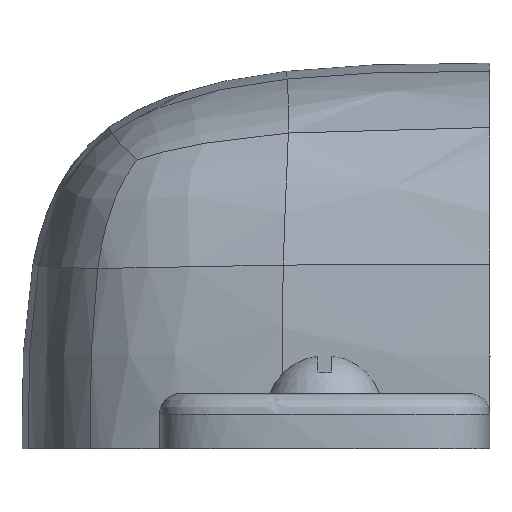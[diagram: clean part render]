
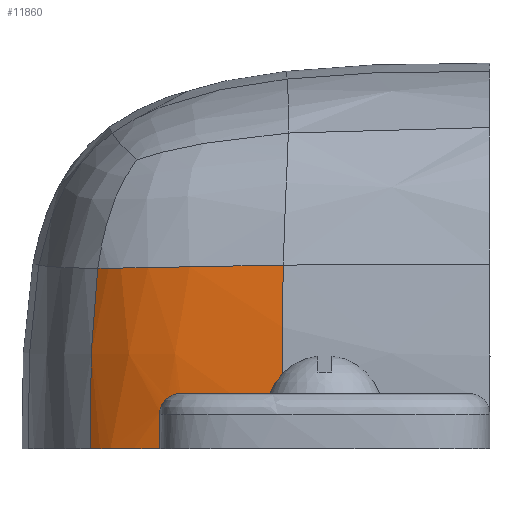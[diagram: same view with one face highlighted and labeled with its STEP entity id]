
A CAD part, left-side view. The second image highlights one B-rep face of the part: STEP entity #11860.
In plain terms, the highlighted free-form (B-spline) face has degree [3, 3] with [5, 5] control points.
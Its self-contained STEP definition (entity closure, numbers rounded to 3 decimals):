
#50=B_SPLINE_SURFACE_WITH_KNOTS('',3,3,((#21964,#21965,#21966,#21967,#21968),
(#21969,#21970,#21971,#21972,#21973),(#21974,#21975,#21976,#21977,#21978),
(#21979,#21980,#21981,#21982,#21983),(#21984,#21985,#21986,#21987,#21988)),
 .UNSPECIFIED.,.F.,.F.,.F.,(4,1,4),(4,1,4),(0.,1.,2.),(0.,1.,2.),
 .UNSPECIFIED.);
#118=B_SPLINE_CURVE_WITH_KNOTS('',3,(#18284,#18285,#18286,#18287),
 .UNSPECIFIED.,.F.,.F.,(4,4),(1.152,2.),.UNSPECIFIED.);
#188=B_SPLINE_CURVE_WITH_KNOTS('',3,(#21349,#21350,#21351,#21352,#21353,
#21354),.UNSPECIFIED.,.F.,.F.,(4,2,4),(-0.741,-0.37,
0.),.UNSPECIFIED.);
#195=B_SPLINE_CURVE_WITH_KNOTS('',3,(#21583,#21584,#21585,#21586),
 .UNSPECIFIED.,.F.,.F.,(4,4),(-1.,0.),.UNSPECIFIED.);
#202=B_SPLINE_CURVE_WITH_KNOTS('',3,(#21746,#21747,#21748,#21749),
 .UNSPECIFIED.,.F.,.F.,(4,4),(-2.,0.),.UNSPECIFIED.);
#209=B_SPLINE_CURVE_WITH_KNOTS('',3,(#21990,#21991,#21992,#21993,#21994,
#21995,#21996,#21997,#21998,#21999,#22000,#22001,#22002,#22003),
 .UNSPECIFIED.,.F.,.F.,(4,2,2,2,2,2,4),(0.,0.03,
0.062,0.12,0.18,0.21,
0.24),.UNSPECIFIED.);
#210=B_SPLINE_CURVE_WITH_KNOTS('',3,(#22004,#22005,#22006,#22007),
 .UNSPECIFIED.,.F.,.F.,(4,4),(0.,1.426),.UNSPECIFIED.);
#211=B_SPLINE_CURVE_WITH_KNOTS('',3,(#22008,#22009,#22010,#22011,#22012,
#22013),.UNSPECIFIED.,.F.,.F.,(4,2,4),(-0.25,-0.125,
0.),.UNSPECIFIED.);
#947=FACE_OUTER_BOUND('',#1596,.T.);
#1596=EDGE_LOOP('',(#10628,#10629,#10630,#10631,#10632,#10633,#10634));
#5574=VERTEX_POINT('',#18281);
#5575=VERTEX_POINT('',#18283);
#5651=VERTEX_POINT('',#21307);
#5652=VERTEX_POINT('',#21348);
#5657=VERTEX_POINT('',#21581);
#5658=VERTEX_POINT('',#21582);
#5663=VERTEX_POINT('',#21989);
#7175=EDGE_CURVE('',#5574,#5575,#118,.T.);
#7304=EDGE_CURVE('',#5652,#5651,#188,.T.);
#7313=EDGE_CURVE('',#5657,#5658,#195,.T.);
#7320=EDGE_CURVE('',#5658,#5575,#202,.T.);
#7327=EDGE_CURVE('',#5652,#5663,#209,.T.);
#7328=EDGE_CURVE('',#5657,#5651,#210,.T.);
#7329=EDGE_CURVE('',#5574,#5663,#211,.T.);
#10628=ORIENTED_EDGE('',*,*,#7327,.F.);
#10629=ORIENTED_EDGE('',*,*,#7304,.T.);
#10630=ORIENTED_EDGE('',*,*,#7328,.F.);
#10631=ORIENTED_EDGE('',*,*,#7313,.T.);
#10632=ORIENTED_EDGE('',*,*,#7320,.T.);
#10633=ORIENTED_EDGE('',*,*,#7175,.F.);
#10634=ORIENTED_EDGE('',*,*,#7329,.T.);
#11860=ADVANCED_FACE('',(#947),#50,.T.);
#18281=CARTESIAN_POINT('',(-34.567,-18.002,0.));
#18283=CARTESIAN_POINT('',(-31.774,-12.962,0.));
#18284=CARTESIAN_POINT('Ctrl Pts',(-34.567,-18.002,0.));
#18285=CARTESIAN_POINT('Ctrl Pts',(-33.933,-16.034,0.));
#18286=CARTESIAN_POINT('Ctrl Pts',(-33.045,-14.297,
0.));
#18287=CARTESIAN_POINT('Ctrl Pts',(-31.774,-12.962,
0.));
#21307=CARTESIAN_POINT('',(-36.051,-26.881,4.));
#21348=CARTESIAN_POINT('',(-34.975,-19.502,4.));
#21349=CARTESIAN_POINT('Ctrl Pts',(-34.975,-19.502,
4.));
#21350=CARTESIAN_POINT('Ctrl Pts',(-35.274,-20.705,
4.));
#21351=CARTESIAN_POINT('Ctrl Pts',(-35.494,-21.952,
4.));
#21352=CARTESIAN_POINT('Ctrl Pts',(-35.83,-24.403,
4.));
#21353=CARTESIAN_POINT('Ctrl Pts',(-35.953,-25.651,
4.));
#21354=CARTESIAN_POINT('Ctrl Pts',(-36.051,-26.881,4.));
#21581=CARTESIAN_POINT('',(-35.336,-26.981,13.341));
#21582=CARTESIAN_POINT('',(-31.253,-13.501,13.114));
#21583=CARTESIAN_POINT('Ctrl Pts',(-35.336,-26.981,
13.341));
#21584=CARTESIAN_POINT('Ctrl Pts',(-34.933,-21.702,
13.265));
#21585=CARTESIAN_POINT('Ctrl Pts',(-34.126,-16.518,
13.114));
#21586=CARTESIAN_POINT('Ctrl Pts',(-31.253,-13.501,
13.114));
#21746=CARTESIAN_POINT('Ctrl Pts',(-31.253,-13.501,
13.114));
#21747=CARTESIAN_POINT('Ctrl Pts',(-31.774,-12.962,
9.333));
#21748=CARTESIAN_POINT('Ctrl Pts',(-31.774,-12.962,
4.667));
#21749=CARTESIAN_POINT('Ctrl Pts',(-31.774,-12.962,
0.));
#21964=CARTESIAN_POINT('Ctrl Pts',(-36.068,-26.879,
0.));
#21965=CARTESIAN_POINT('Ctrl Pts',(-35.853,-24.189,0.));
#21966=CARTESIAN_POINT('Ctrl Pts',(-35.205,-18.804,0.));
#21967=CARTESIAN_POINT('Ctrl Pts',(-33.274,-14.536,0.));
#21968=CARTESIAN_POINT('Ctrl Pts',(-31.774,-12.962,
0.));
#21969=CARTESIAN_POINT('Ctrl Pts',(-36.068,-26.879,
2.333));
#21970=CARTESIAN_POINT('Ctrl Pts',(-35.853,-24.189,2.333));
#21971=CARTESIAN_POINT('Ctrl Pts',(-35.205,-18.804,2.333));
#21972=CARTESIAN_POINT('Ctrl Pts',(-33.274,-14.536,2.333));
#21973=CARTESIAN_POINT('Ctrl Pts',(-31.774,-12.962,
2.333));
#21974=CARTESIAN_POINT('Ctrl Pts',(-36.068,-26.879,
7.));
#21975=CARTESIAN_POINT('Ctrl Pts',(-35.853,-24.189,7.));
#21976=CARTESIAN_POINT('Ctrl Pts',(-35.205,-18.804,7.));
#21977=CARTESIAN_POINT('Ctrl Pts',(-33.274,-14.536,7.));
#21978=CARTESIAN_POINT('Ctrl Pts',(-31.774,-12.962,
7.));
#21979=CARTESIAN_POINT('Ctrl Pts',(-35.702,-26.93,11.337));
#21980=CARTESIAN_POINT('Ctrl Pts',(-35.494,-24.265,11.318));
#21981=CARTESIAN_POINT('Ctrl Pts',(-34.867,-18.957,
11.262));
#21982=CARTESIAN_POINT('Ctrl Pts',(-32.981,-14.773,
11.224));
#21983=CARTESIAN_POINT('Ctrl Pts',(-31.513,-13.232,
11.224));
#21984=CARTESIAN_POINT('Ctrl Pts',(-35.336,-26.981,
13.341));
#21985=CARTESIAN_POINT('Ctrl Pts',(-35.134,-24.342,13.303));
#21986=CARTESIAN_POINT('Ctrl Pts',(-34.529,-19.11,
13.19));
#21987=CARTESIAN_POINT('Ctrl Pts',(-32.689,-15.01,
13.114));
#21988=CARTESIAN_POINT('Ctrl Pts',(-31.253,-13.501,
13.114));
#21989=CARTESIAN_POINT('',(-34.562,-18.002,2.5));
#21990=CARTESIAN_POINT('Ctrl Pts',(-34.975,-19.502,
4.));
#21991=CARTESIAN_POINT('Ctrl Pts',(-34.95,-19.403,
4.));
#21992=CARTESIAN_POINT('Ctrl Pts',(-34.925,-19.305,
3.99));
#21993=CARTESIAN_POINT('Ctrl Pts',(-34.874,-19.108,
3.951));
#21994=CARTESIAN_POINT('Ctrl Pts',(-34.848,-19.009,
3.92));
#21995=CARTESIAN_POINT('Ctrl Pts',(-34.776,-18.742,
3.807));
#21996=CARTESIAN_POINT('Ctrl Pts',(-34.731,-18.584,
3.702));
#21997=CARTESIAN_POINT('Ctrl Pts',(-34.653,-18.311,
3.432));
#21998=CARTESIAN_POINT('Ctrl Pts',(-34.619,-18.199,
3.268));
#21999=CARTESIAN_POINT('Ctrl Pts',(-34.585,-18.082,
2.994));
#22000=CARTESIAN_POINT('Ctrl Pts',(-34.576,-18.052,
2.899));
#22001=CARTESIAN_POINT('Ctrl Pts',(-34.565,-18.012,
2.702));
#22002=CARTESIAN_POINT('Ctrl Pts',(-34.562,-18.002,
2.601));
#22003=CARTESIAN_POINT('Ctrl Pts',(-34.562,-18.002,
2.5));
#22004=CARTESIAN_POINT('Ctrl Pts',(-35.336,-26.981,
13.341));
#22005=CARTESIAN_POINT('Ctrl Pts',(-35.858,-26.908,
10.483));
#22006=CARTESIAN_POINT('Ctrl Pts',(-36.008,-26.887,
7.289));
#22007=CARTESIAN_POINT('Ctrl Pts',(-36.051,-26.881,4.));
#22008=CARTESIAN_POINT('Ctrl Pts',(-34.567,-18.002,0.));
#22009=CARTESIAN_POINT('Ctrl Pts',(-34.567,-18.002,0.417));
#22010=CARTESIAN_POINT('Ctrl Pts',(-34.567,-18.002,0.834));
#22011=CARTESIAN_POINT('Ctrl Pts',(-34.566,-18.002,
1.666));
#22012=CARTESIAN_POINT('Ctrl Pts',(-34.565,-18.002,
2.084));
#22013=CARTESIAN_POINT('Ctrl Pts',(-34.562,-18.002,
2.5));
